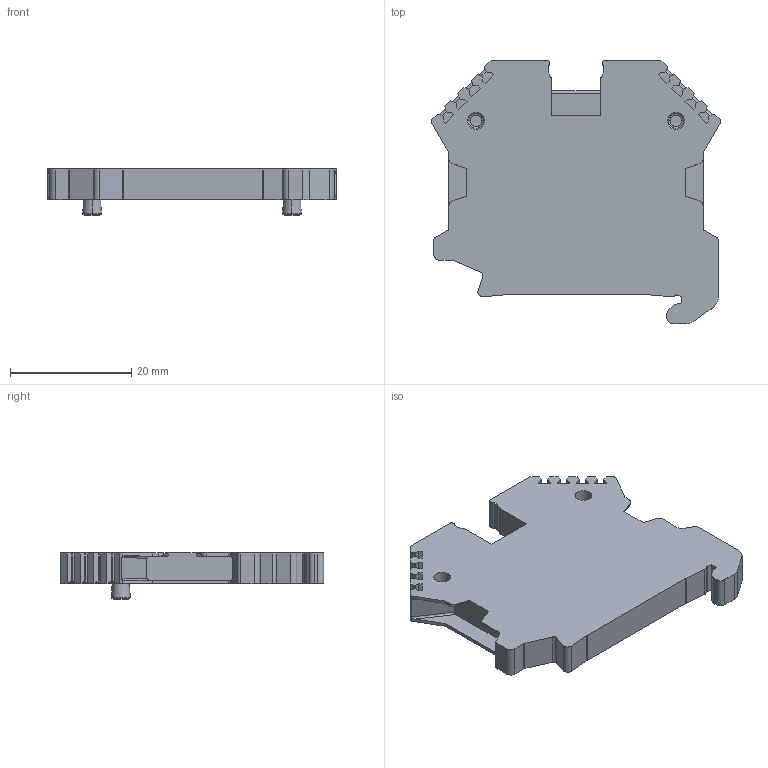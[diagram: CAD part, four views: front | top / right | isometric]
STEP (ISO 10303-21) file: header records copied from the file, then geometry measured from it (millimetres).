
FILE_DESCRIPTION(('FreeCAD Model'),'2;1');
FILE_NAME('17101_SRK_B_2,5_2A.stp','2018-09-09T22:16:27',('Author'),(''), 'Open CASCADE STEP processor 7.2','FreeCAD','Unknown');
FILE_SCHEMA(('AUTOMOTIVE_DESIGN { 1 0 10303 214 1 1 1 1 }'));
Length unit declared in the file: millimetre
Products named in the file (1): 17101_SRK_B_2,5_2A
Bounding box: 47.85 x 43.5 x 7.6 mm (x, y, z)
Volume: 7399.9 mm3; surface area: 4682.1 mm2
Topology: 1 solids, 1 shells, 265 faces, 741 edges, 486 vertices
Faces by surface type: plane 176, cylinder 65, cone 12, torus 12
Entity records: 19631 total; most frequent: CARTESIAN_POINT 4811, DIRECTION 2751, LINE 1881, VECTOR 1881, ORIENTED_EDGE 1482, PCURVE 1482, DEFINITIONAL_REPRESENTATION 1482, EDGE_CURVE 741
